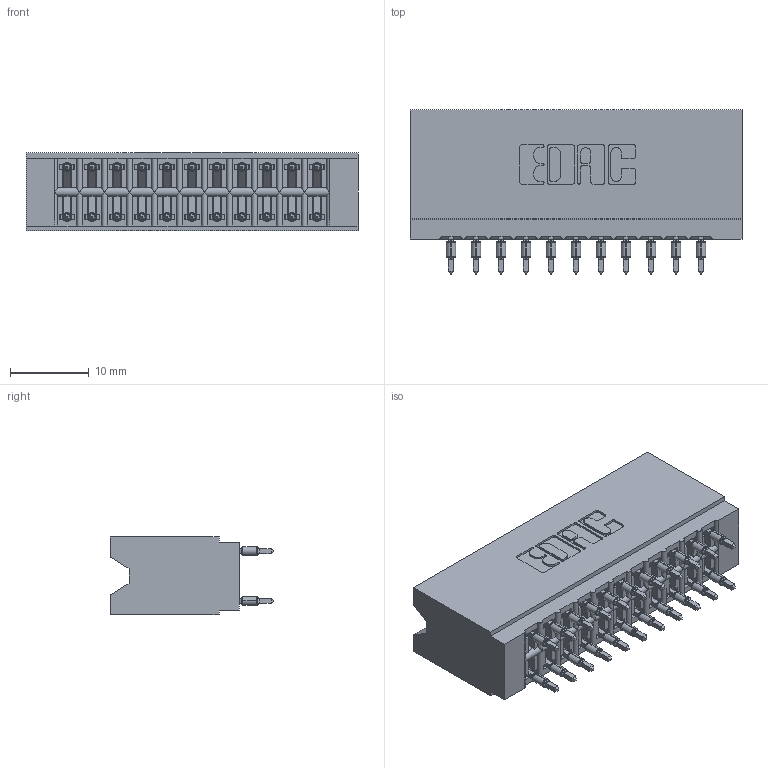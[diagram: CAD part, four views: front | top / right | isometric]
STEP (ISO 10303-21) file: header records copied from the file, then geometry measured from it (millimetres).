
FILE_DESCRIPTION (( 'STEP AP203' ), '1' );
FILE_NAME ('746-022-525-606.STEP', '2020-09-16T01:54:55', ( '' ), ( '' ), 'SwSTEP 2.0', 'SolidWorks 2020', '' );
FILE_SCHEMA (( 'CONFIG_CONTROL_DESIGN' ));
Length unit declared in the file: inch
Products named in the file (3): 746 Part_.340 Slot Depth - 06; 746-022-525-606; 746-292-001_525
Assembly tree (23 placements, depth 2):
  746-022-525-606
    746 Part_.340 Slot Depth - 06
    746-292-001_525  x22
Bounding box: 42.16 x 20.82 x 9.91 mm (x, y, z)
Volume: 4989.6 mm3; surface area: 6705.7 mm2
Topology: 23 solids, 23 shells, 2067 faces, 5677 edges, 3618 vertices
Faces by surface type: plane 1068, bspline 440, cylinder 427, torus 132
Entity records: 21373 total; most frequent: CARTESIAN_POINT 4518, ORIENTED_EDGE 3584, DIRECTION 3046, EDGE_CURVE 1792, VECTOR 1498, LINE 1498, VERTEX_POINT 1182, AXIS2_PLACEMENT_3D 774
